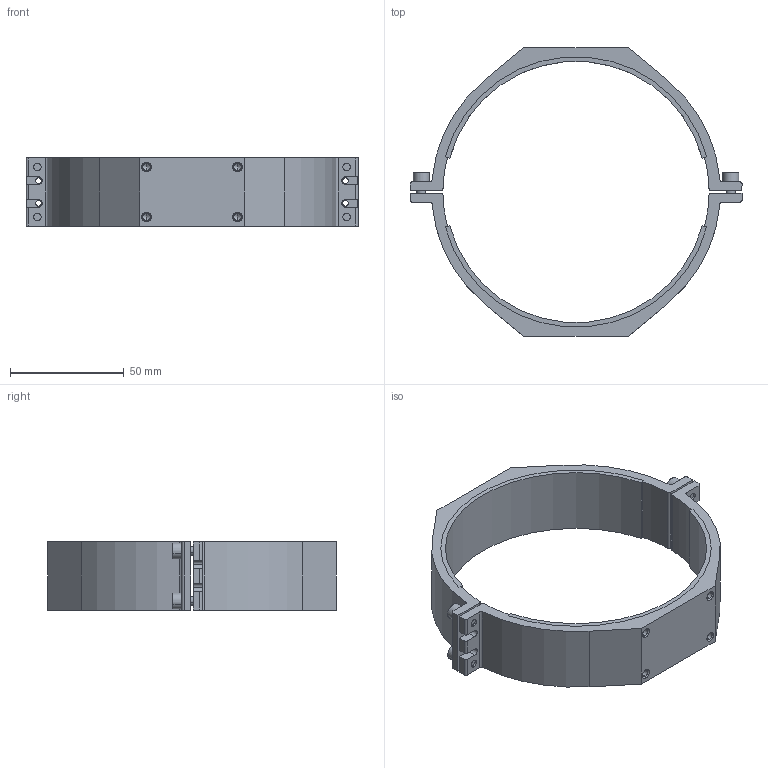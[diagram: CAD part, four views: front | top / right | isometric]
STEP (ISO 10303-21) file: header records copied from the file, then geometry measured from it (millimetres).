
FILE_DESCRIPTION (( 'STEP AP203' ), '1' );
FILE_NAME ('14010501-1151.STEP', '2023-10-04T06:32:58', ( '' ), ( '' ), 'SwSTEP 2.0', 'SolidWorks 2022', '' );
FILE_SCHEMA (( 'CONFIG_CONTROL_DESIGN' ));
Length unit declared in the file: millimetre
Products named in the file (1): 14010501-1151
Bounding box: 146 x 127 x 30 mm (x, y, z)
Volume: 77701.3 mm3; surface area: 51845.6 mm2
Topology: 8 solids, 8 shells, 266 faces, 646 edges, 396 vertices
Faces by surface type: plane 110, cylinder 92, cone 64
Entity records: 7749 total; most frequent: DIRECTION 1404, CARTESIAN_POINT 1293, ORIENTED_EDGE 1260, EDGE_CURVE 630, AXIS2_PLACEMENT_3D 507, VERTEX_POINT 396, LINE 390, VECTOR 390
